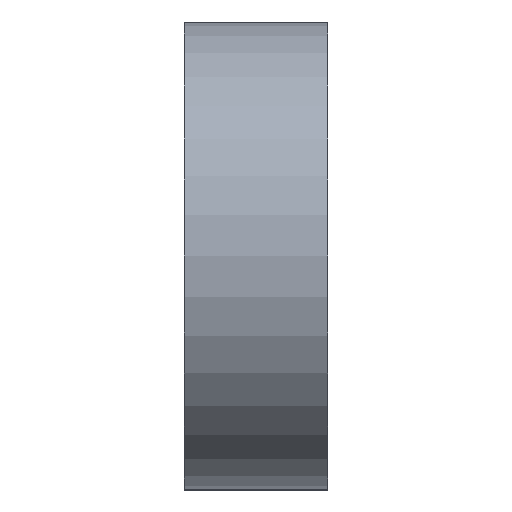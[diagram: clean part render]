
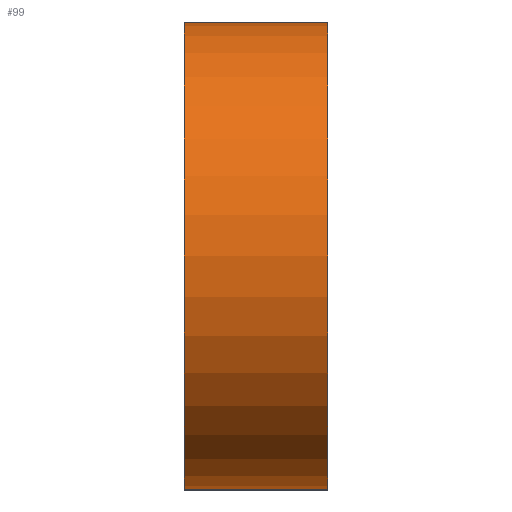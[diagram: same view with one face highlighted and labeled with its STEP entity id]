
A CAD part, left-side view. The second image highlights one B-rep face of the part: STEP entity #99.
In plain terms, the highlighted cylindrical face has radius 6.5 mm (diameter 13 mm), a partial arc.
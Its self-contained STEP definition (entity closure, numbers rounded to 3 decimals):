
#1 = DIRECTION ( 'NONE',  ( 0., -1., 0. ) ) ;
#2 = CARTESIAN_POINT ( 'NONE',  ( -67.5, 4., 6.5 ) ) ;
#8 = CARTESIAN_POINT ( 'NONE',  ( -67.5, 0., 0. ) ) ;
#10 = VERTEX_POINT ( 'NONE', #115 ) ;
#11 = VECTOR ( 'NONE', #413, 1000. ) ;
#16 = CARTESIAN_POINT ( 'NONE',  ( -67.5, 0., 6.5 ) ) ;
#63 = EDGE_CURVE ( 'NONE', #398, #221, #269, .T. ) ;
#70 = LINE ( 'NONE', #132, #380 ) ;
#96 = LINE ( 'NONE', #306, #11 ) ;
#99 = ADVANCED_FACE ( 'NONE', ( #411 ), #276, .T. ) ;
#102 = CIRCLE ( 'NONE', #409, 6.5 ) ;
#109 = ORIENTED_EDGE ( 'NONE', *, *, #180, .T. ) ;
#115 = CARTESIAN_POINT ( 'NONE',  ( -67.5, 0., -6.5 ) ) ;
#123 = DIRECTION ( 'NONE',  ( 0., -1., 0. ) ) ;
#132 = CARTESIAN_POINT ( 'NONE',  ( -67.5, 4., 6.5 ) ) ;
#143 = DIRECTION ( 'NONE',  ( 0., 0., 1. ) ) ;
#149 = DIRECTION ( 'NONE',  ( 0., 1., 0. ) ) ;
#180 = EDGE_CURVE ( 'NONE', #398, #10, #96, .T. ) ;
#185 = DIRECTION ( 'NONE',  ( 0., 0., -1. ) ) ;
#186 = ORIENTED_EDGE ( 'NONE', *, *, #195, .F. ) ;
#195 = EDGE_CURVE ( 'NONE', #221, #329, #70, .T. ) ;
#207 = EDGE_LOOP ( 'NONE', ( #237, #186, #279, #109 ) ) ;
#216 = AXIS2_PLACEMENT_3D ( 'NONE', #245, #149, #274 ) ;
#221 = VERTEX_POINT ( 'NONE', #2 ) ;
#237 = ORIENTED_EDGE ( 'NONE', *, *, #322, .T. ) ;
#245 = CARTESIAN_POINT ( 'NONE',  ( -67.5, 4., 0. ) ) ;
#258 = DIRECTION ( 'NONE',  ( 0., 1., 0. ) ) ;
#269 = CIRCLE ( 'NONE', #216, 6.5 ) ;
#274 = DIRECTION ( 'NONE',  ( 0., 0., 1. ) ) ;
#276 = CYLINDRICAL_SURFACE ( 'NONE', #296, 6.5 ) ;
#279 = ORIENTED_EDGE ( 'NONE', *, *, #63, .F. ) ;
#296 = AXIS2_PLACEMENT_3D ( 'NONE', #339, #123, #185 ) ;
#306 = CARTESIAN_POINT ( 'NONE',  ( -67.5, 4., -6.5 ) ) ;
#322 = EDGE_CURVE ( 'NONE', #10, #329, #102, .T. ) ;
#329 = VERTEX_POINT ( 'NONE', #16 ) ;
#339 = CARTESIAN_POINT ( 'NONE',  ( -67.5, 4., 0. ) ) ;
#380 = VECTOR ( 'NONE', #1, 1000. ) ;
#395 = CARTESIAN_POINT ( 'NONE',  ( -67.5, 4., -6.5 ) ) ;
#398 = VERTEX_POINT ( 'NONE', #395 ) ;
#409 = AXIS2_PLACEMENT_3D ( 'NONE', #8, #258, #143 ) ;
#411 = FACE_OUTER_BOUND ( 'NONE', #207, .T. ) ;
#413 = DIRECTION ( 'NONE',  ( 0., -1., 0. ) ) ;
